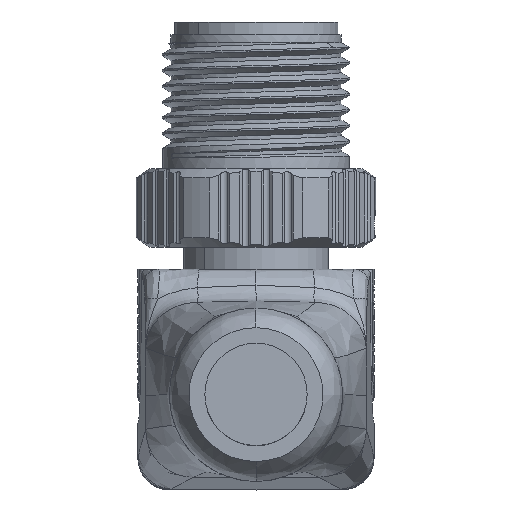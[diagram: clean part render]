
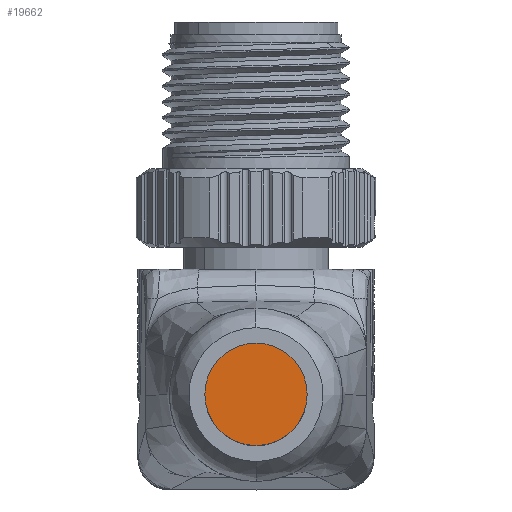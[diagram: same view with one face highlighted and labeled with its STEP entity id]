
A CAD part, top view. The second image highlights one B-rep face of the part: STEP entity #19662.
In plain terms, the highlighted planar face has unit normal (0, 0, 1).
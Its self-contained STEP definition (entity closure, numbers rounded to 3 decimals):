
#3188=CARTESIAN_POINT('',(0.,0.,37.5));
#3189=DIRECTION('',(0.,0.,-1.));
#3190=DIRECTION('',(0.,1.,0.));
#3191=AXIS2_PLACEMENT_3D('',#3188,#3189,#3190);
#3193=CARTESIAN_POINT('',(0.,0.,37.5));
#3194=DIRECTION('',(0.,0.,-1.));
#3195=DIRECTION('',(0.,-1.,0.));
#3196=AXIS2_PLACEMENT_3D('',#3193,#3194,#3195);
#13024=CARTESIAN_POINT('',(0.,-3.25,37.5));
#13025=VERTEX_POINT('',#13024);
#13026=CARTESIAN_POINT('',(0.,3.25,37.5));
#13027=VERTEX_POINT('',#13026);
#19653=CARTESIAN_POINT('',(0.,0.,37.5));
#19654=DIRECTION('',(0.,0.,1.));
#19655=DIRECTION('',(0.,-1.,0.));
#19656=AXIS2_PLACEMENT_3D('',#19653,#19654,#19655);
#19657=PLANE('',#19656);
#19658=ORIENTED_EDGE('',*,*,#19633,.T.);
#19659=ORIENTED_EDGE('',*,*,#19647,.T.);
#19660=EDGE_LOOP('',(#19658,#19659));
#19661=FACE_OUTER_BOUND('',#19660,.F.);
#19662=ADVANCED_FACE('',(#19661),#19657,.T.);
#3192=CIRCLE('',#3191,3.25);
#3197=CIRCLE('',#3196,3.25);
#19633=EDGE_CURVE('',#13027,#13025,#3192,.T.);
#19647=EDGE_CURVE('',#13025,#13027,#3197,.T.);
